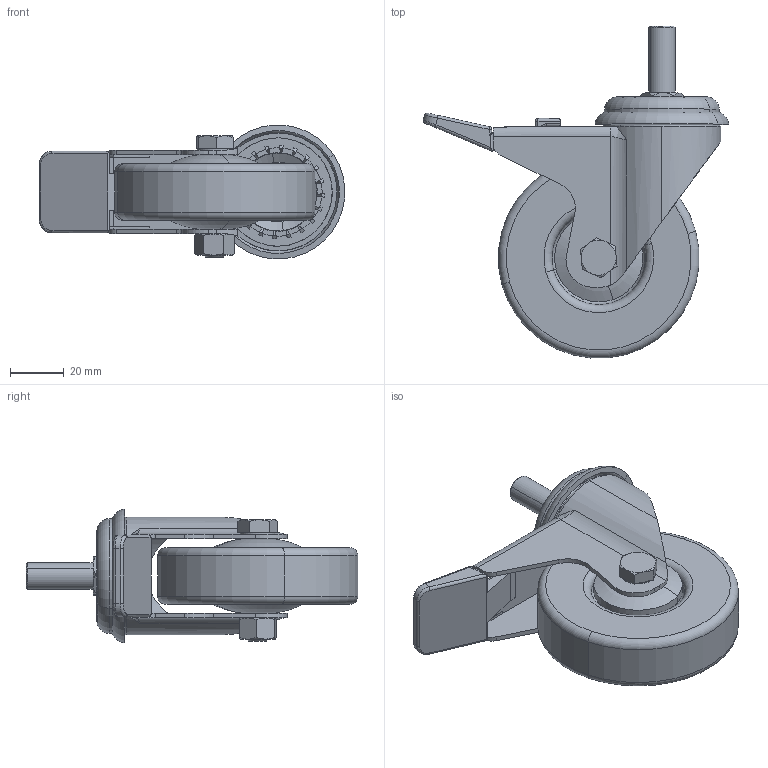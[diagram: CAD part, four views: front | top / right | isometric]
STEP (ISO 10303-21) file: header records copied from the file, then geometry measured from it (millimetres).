
FILE_DESCRIPTION (( 'STEP AP214' ), '1' );
FILE_NAME ('A314 Êîëåñî ñ òîðìîçîì O75 Ì10õ25.STEP', '2019-05-23T07:20:23', ( 'Ïîëüçîâàòåëü Windows' ), ( '' ), 'SwSTEP 2.0', 'SolidWorks 2018', '' );
FILE_SCHEMA (( 'AUTOMOTIVE_DESIGN' ));
Length unit declared in the file: millimetre
Products named in the file (10): 鍔錓_00; hex nut gradec_din_Hexagon Nut ISO 4034 - M8 - N; ﾇ瓊頸濱00; hex bolt gradeab_din_DIN EN 24014 - M8 x 40 x 22-N; A314 Êîëåñî ñ òîðìîçîì O75 Ì10õ25; Êðûøêà_00; 扻錼勷_00; 瓔螵00; 秬謽鍡_00; 昢膼瘔膻嬅00
Assembly tree (10 placements, depth 2):
  A314 Êîëåñî ñ òîðìîçîì O75 Ì10õ25
    昢膼瘔膻嬅00
    鍔錓_00
    瓔螵00
    Êðûøêà_00
    扻錼勷_00
    ﾇ瓊頸濱00  x2
    hex bolt gradeab_din_DIN EN 24014 - M8 x 40 x 22-N
    hex nut gradec_din_Hexagon Nut ISO 4034 - M8 - N
    秬謽鍡_00
Bounding box: 113.99 x 123.87 x 49.88 mm (x, y, z)
Volume: 120192.4 mm3; surface area: 51670.7 mm2
Topology: 11 solids, 11 shells, 380 faces, 952 edges, 590 vertices
Faces by surface type: plane 151, cylinder 101, cone 70, torus 48, bspline 6, sphere 4
Entity records: 12677 total; most frequent: CARTESIAN_POINT 3454, ORIENTED_EDGE 1856, DIRECTION 1817, EDGE_CURVE 928, AXIS2_PLACEMENT_3D 744, VERTEX_POINT 578, EDGE_LOOP 388, FACE_OUTER_BOUND 369
